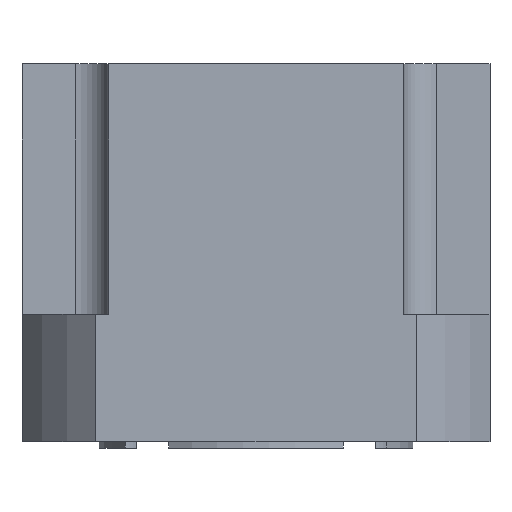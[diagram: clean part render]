
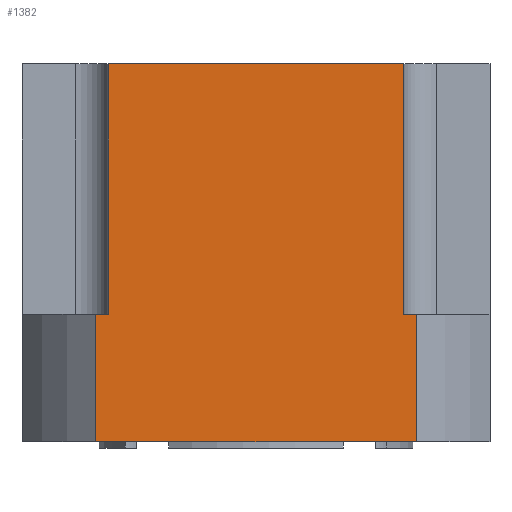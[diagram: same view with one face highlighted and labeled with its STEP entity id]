
A CAD part, front view. The second image highlights one B-rep face of the part: STEP entity #1382.
In plain terms, the highlighted planar face has unit normal (0, -1, 0).
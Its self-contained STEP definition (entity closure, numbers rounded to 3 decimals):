
#891=CARTESIAN_POINT('',(-24.,-32.0,1.0));
#892=VERTEX_POINT('',#891);
#942=CARTESIAN_POINT('',(24.,-32.0,1.0));
#943=VERTEX_POINT('',#942);
#951=CARTESIAN_POINT('',(-24.,-32.0,1.0));
#952=DIRECTION('',(1.0,0.0,0.0));
#953=VECTOR('',#952,48.);
#954=LINE('',#951,#953);
#955=EDGE_CURVE('',#892,#943,#954,.T.);
#1308=CARTESIAN_POINT('',(-24.,-32.0,20.));
#1309=VERTEX_POINT('',#1308);
#1310=CARTESIAN_POINT('',(-24.,-32.0,1.0));
#1311=DIRECTION('',(0.0,0.0,1.0));
#1312=VECTOR('',#1311,19.);
#1313=LINE('',#1310,#1312);
#1314=EDGE_CURVE('',#892,#1309,#1313,.T.);
#1327=CARTESIAN_POINT('',(-24.,-32.0,0.0));
#1328=DIRECTION('',(0.0,1.0,0.0));
#1329=DIRECTION('',(0.0,0.0,1.0));
#1330=AXIS2_PLACEMENT_3D('',#1327,#1328,#1329);
#1331=PLANE('',#1330);
#1332=ORIENTED_EDGE('',*,*,#955,.T.);
#1333=CARTESIAN_POINT('',(24.,-32.0,20.));
#1334=VERTEX_POINT('',#1333);
#1335=CARTESIAN_POINT('',(24.,-32.0,20.));
#1336=DIRECTION('',(0.0,0.0,-1.0));
#1337=VECTOR('',#1336,19.);
#1338=LINE('',#1335,#1337);
#1339=EDGE_CURVE('',#1334,#943,#1338,.T.);
#1340=ORIENTED_EDGE('',*,*,#1339,.F.);
#1341=CARTESIAN_POINT('',(22.0,-32.0,20.));
#1342=VERTEX_POINT('',#1341);
#1343=CARTESIAN_POINT('',(24.,-32.0,20.));
#1344=DIRECTION('',(-1.0,0.0,0.0));
#1345=VECTOR('',#1344,2.);
#1346=LINE('',#1343,#1345);
#1347=EDGE_CURVE('',#1334,#1342,#1346,.T.);
#1348=ORIENTED_EDGE('',*,*,#1347,.T.);
#1349=CARTESIAN_POINT('',(22.0,-32.0,57.5));
#1350=VERTEX_POINT('',#1349);
#1351=CARTESIAN_POINT('',(22.0,-32.0,20.));
#1352=DIRECTION('',(0.0,0.0,1.0));
#1353=VECTOR('',#1352,37.5);
#1354=LINE('',#1351,#1353);
#1355=EDGE_CURVE('',#1342,#1350,#1354,.T.);
#1356=ORIENTED_EDGE('',*,*,#1355,.T.);
#1357=CARTESIAN_POINT('',(-22.0,-32.0,57.5));
#1358=VERTEX_POINT('',#1357);
#1359=CARTESIAN_POINT('',(-22.0,-32.0,57.5));
#1360=DIRECTION('',(1.0,0.0,0.0));
#1361=VECTOR('',#1360,44.0);
#1362=LINE('',#1359,#1361);
#1363=EDGE_CURVE('',#1358,#1350,#1362,.T.);
#1364=ORIENTED_EDGE('',*,*,#1363,.F.);
#1365=CARTESIAN_POINT('',(-22.0,-32.0,20.));
#1366=VERTEX_POINT('',#1365);
#1367=CARTESIAN_POINT('',(-22.0,-32.0,57.5));
#1368=DIRECTION('',(0.0,0.0,-1.0));
#1369=VECTOR('',#1368,37.5);
#1370=LINE('',#1367,#1369);
#1371=EDGE_CURVE('',#1358,#1366,#1370,.T.);
#1372=ORIENTED_EDGE('',*,*,#1371,.T.);
#1373=CARTESIAN_POINT('',(-22.,-32.0,20.));
#1374=DIRECTION('',(-1.0,0.0,0.0));
#1375=VECTOR('',#1374,2.);
#1376=LINE('',#1373,#1375);
#1377=EDGE_CURVE('',#1366,#1309,#1376,.T.);
#1378=ORIENTED_EDGE('',*,*,#1377,.T.);
#1379=ORIENTED_EDGE('',*,*,#1314,.F.);
#1380=EDGE_LOOP('',(#1332,#1340,#1348,#1356,#1364,#1372,#1378,#1379));
#1381=FACE_OUTER_BOUND('',#1380,.T.);
#1382=ADVANCED_FACE('',(#1381),#1331,.F.);
